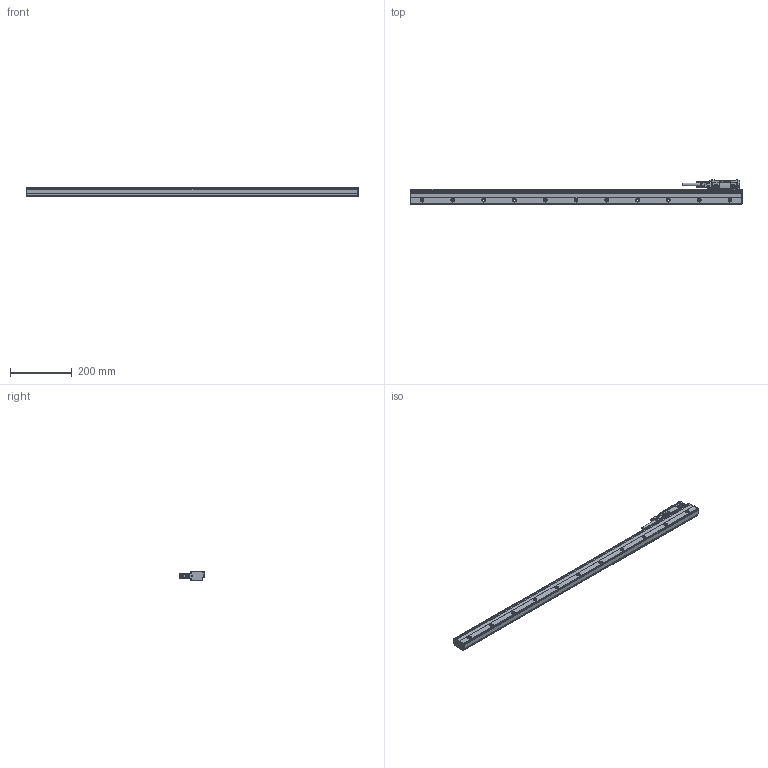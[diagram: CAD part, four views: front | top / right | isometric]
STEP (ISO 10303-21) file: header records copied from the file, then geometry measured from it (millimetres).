
FILE_DESCRIPTION(('CATIA V5 STEP'),'2;1');
FILE_NAME('SR84_SR85_X_R_094_V1.stp','2018-11-30T04:40:16+00:00',('none'),('none'),'CATIA Version 5 Release 19 SP 6 (IN-10)','CATIA V5 STEP AP214','none');
FILE_SCHEMA(('AUTOMOTIVE_DESIGN { 1 0 10303 214 1 1 1 1 }'));
Products named in the file (3): SR87_R_094; SR87_head_R; SR87-094_S
Assembly tree (2 placements, depth 2):
  SR87_R_094
    SR87_head_R
    SR87-094_S
Bounding box: 1078 x 78 x 29 mm (x, y, z)
Volume: 1417184.2 mm3; surface area: 213518.5 mm2
Topology: 2 solids, 20 shells, 2853 faces, 7300 edges, 4387 vertices
Faces by surface type: plane 1444, cylinder 893, cone 178, torus 177, sphere 107, bspline 54
Entity records: 85399 total; most frequent: CARTESIAN_POINT 22045, ORIENTED_EDGE 14348, DIRECTION 10593, EDGE_CURVE 7174, VERTEX_POINT 4387, AXIS2_PLACEMENT_3D 4248, VECTOR 4129, LINE 4129
